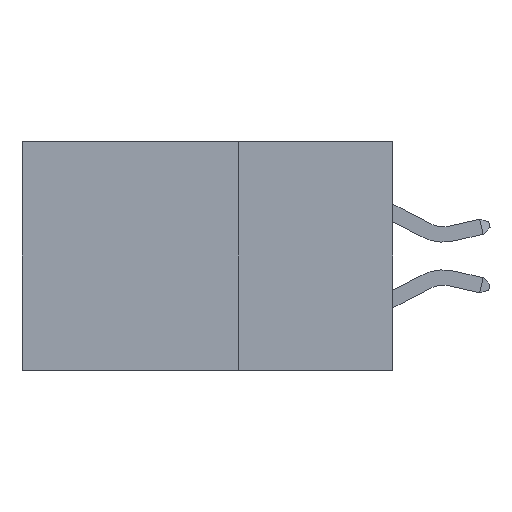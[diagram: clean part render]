
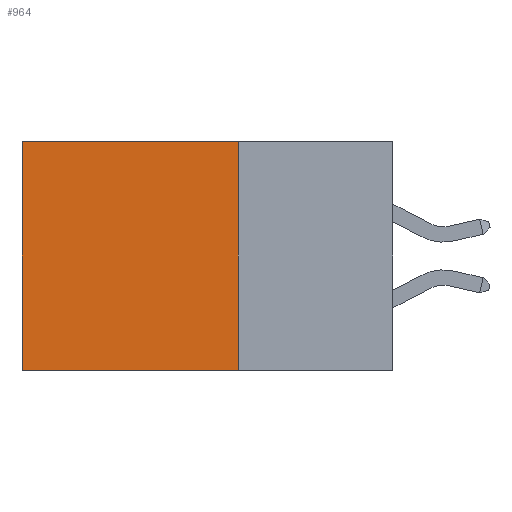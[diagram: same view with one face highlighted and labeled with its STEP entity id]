
A CAD part, left-side view. The second image highlights one B-rep face of the part: STEP entity #964.
In plain terms, the highlighted planar face has unit normal (-1, 0, 0).
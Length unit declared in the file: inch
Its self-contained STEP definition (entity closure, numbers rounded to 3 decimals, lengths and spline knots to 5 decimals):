
#812 = EDGE_CURVE ( 'NONE', #1195, #16059, #8560, .T. ) ;
#920 = ORIENTED_EDGE ( 'NONE', *, *, #15798, .F. ) ;
#964 = ADVANCED_FACE ( 'NONE', ( #14408 ), #4635, .F. ) ;
#1195 = VERTEX_POINT ( 'NONE', #16234 ) ;
#1308 = CARTESIAN_POINT ( 'NONE',  ( 0.2875, 0.25, 0. ) ) ;
#1680 = AXIS2_PLACEMENT_3D ( 'NONE', #10617, #7182, #4240 ) ;
#2423 = EDGE_LOOP ( 'NONE', ( #14781, #920, #8988, #5577 ) ) ;
#2895 = DIRECTION ( 'NONE',  ( 0., 0., -1. ) ) ;
#4240 = DIRECTION ( 'NONE',  ( 0., 0., -1. ) ) ;
#4361 = VECTOR ( 'NONE', #19189, 39.37008 ) ;
#4550 = LINE ( 'NONE', #1308, #12383 ) ;
#4635 = PLANE ( 'NONE',  #1680 ) ;
#5195 = CARTESIAN_POINT ( 'NONE',  ( 0.2875, 0.6, 0. ) ) ;
#5577 = ORIENTED_EDGE ( 'NONE', *, *, #812, .T. ) ;
#7182 = DIRECTION ( 'NONE',  ( 1., 0., 0. ) ) ;
#8064 = CARTESIAN_POINT ( 'NONE',  ( 0.2875, 0.25, 0. ) ) ;
#8449 = EDGE_CURVE ( 'NONE', #1195, #15011, #4550, .T. ) ;
#8560 = LINE ( 'NONE', #8064, #12207 ) ;
#8962 = VERTEX_POINT ( 'NONE', #10754 ) ;
#8988 = ORIENTED_EDGE ( 'NONE', *, *, #8449, .F. ) ;
#10092 = VECTOR ( 'NONE', #13052, 39.37008 ) ;
#10617 = CARTESIAN_POINT ( 'NONE',  ( 0.2875, 0.25, 0. ) ) ;
#10667 = DIRECTION ( 'NONE',  ( 0., 1., 0. ) ) ;
#10754 = CARTESIAN_POINT ( 'NONE',  ( 0.2875, 0.6, -0.37 ) ) ;
#12020 = EDGE_CURVE ( 'NONE', #16059, #8962, #14709, .T. ) ;
#12207 = VECTOR ( 'NONE', #10667, 39.37008 ) ;
#12383 = VECTOR ( 'NONE', #2895, 39.37008 ) ;
#13052 = DIRECTION ( 'NONE',  ( 0., 0., -1. ) ) ;
#13542 = CARTESIAN_POINT ( 'NONE',  ( 0.2875, 0.6, 0. ) ) ;
#14408 = FACE_OUTER_BOUND ( 'NONE', #2423, .T. ) ;
#14709 = LINE ( 'NONE', #5195, #10092 ) ;
#14781 = ORIENTED_EDGE ( 'NONE', *, *, #12020, .T. ) ;
#15011 = VERTEX_POINT ( 'NONE', #16005 ) ;
#15798 = EDGE_CURVE ( 'NONE', #15011, #8962, #16833, .T. ) ;
#16005 = CARTESIAN_POINT ( 'NONE',  ( 0.2875, 0.25, -0.37 ) ) ;
#16059 = VERTEX_POINT ( 'NONE', #13542 ) ;
#16234 = CARTESIAN_POINT ( 'NONE',  ( 0.2875, 0.25, 0. ) ) ;
#16833 = LINE ( 'NONE', #17647, #4361 ) ;
#17647 = CARTESIAN_POINT ( 'NONE',  ( 0.2875, 0.25, -0.37 ) ) ;
#19189 = DIRECTION ( 'NONE',  ( 0., 1., 0. ) ) ;
